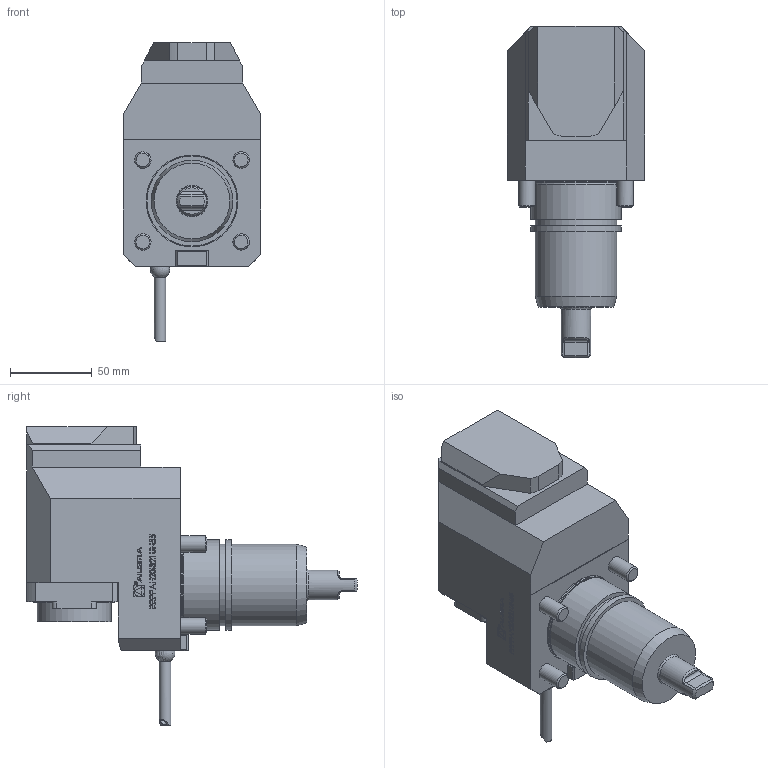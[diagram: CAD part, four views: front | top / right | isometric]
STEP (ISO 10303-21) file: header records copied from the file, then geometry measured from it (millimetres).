
FILE_DESCRIPTION (( 'STEP AP214' ), '1' );
FILE_NAME ('RRPPAH20I321UN55.STEP', '2026-01-28T11:03:42', ( '' ), ( '' ), 'SwSTEP 2.0', 'SolidWorks 2023', '' );
FILE_SCHEMA (( 'AUTOMOTIVE_DESIGN' ));
Length unit declared in the file: millimetre
Products named in the file (1): RRPPAH20I321UN55
Bounding box: 84 x 201.8 x 182 mm (x, y, z)
Volume: 980305.9 mm3; surface area: 81303 mm2
Topology: 1 solids, 4 shells, 531 faces, 1402 edges, 929 vertices
Faces by surface type: plane 331, bspline 89, cylinder 83, cone 21, torus 6, sphere 1
Full cylindrical faces by diameter (mm): 1.7 x1, 2.1 x1, 4 x2, 6.366 x1, 7 x1, 10 x4, 18 x1, 45 x2, 46 x1, 46.2 x1, 49.7 x2, 50 x1, 50.2 x1, 54.6 x1, 55 x2
Entity records: 25327 total; most frequent: CARTESIAN_POINT 9483, ORIENTED_EDGE 2690, DIRECTION 2158, EDGE_CURVE 1345, VECTOR 930, LINE 930, VERTEX_POINT 910, EDGE_LOOP 623
